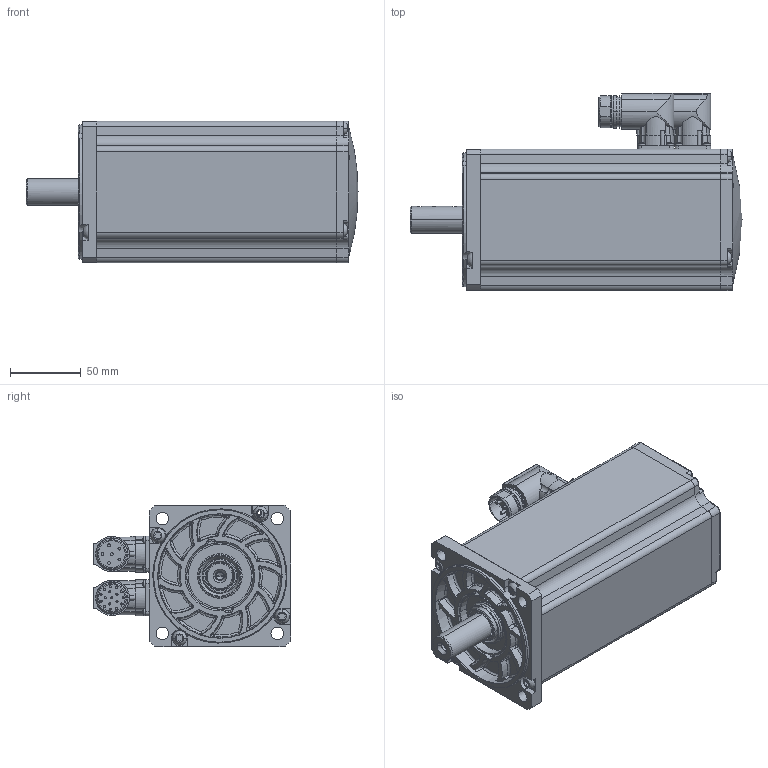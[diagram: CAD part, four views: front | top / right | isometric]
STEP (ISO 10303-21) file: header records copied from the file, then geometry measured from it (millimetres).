
FILE_DESCRIPTION((''),'2;1');
FILE_NAME('U30503A153_58182N-0','2016-06-03T',('zhangyanli'),(''),'PRO/ENGINEER BY PARAMETRIC TECHNOLOGY CORPORATION, 2010430','PRO/ENGINEER BY PARAMETRIC TECHNOLOGY CORPORATION, 2010430','');
FILE_SCHEMA(('CONFIG_CONTROL_DESIGN'));
Length unit declared in the file: millimetre
Products named in the file (1): U30503A153_58182N-0
Bounding box: 235 x 139.5 x 100 mm (x, y, z)
Surface area: 119599.9 mm2 (no closed solid volume)
Topology: 0 solids, 39 shells, 703 faces, 2136 edges, 1455 vertices
Faces by surface type: cylinder 247, plane 204, cone 72, torus 72, bspline 66, sphere 42
Entity records: 28183 total; most frequent: CARTESIAN_POINT 9390, DIRECTION 4092, ORIENTED_EDGE 3574, EDGE_CURVE 2132, AXIS2_PLACEMENT_3D 1693, VERTEX_POINT 1455, CIRCLE 1056, EDGE_LOOP 797
